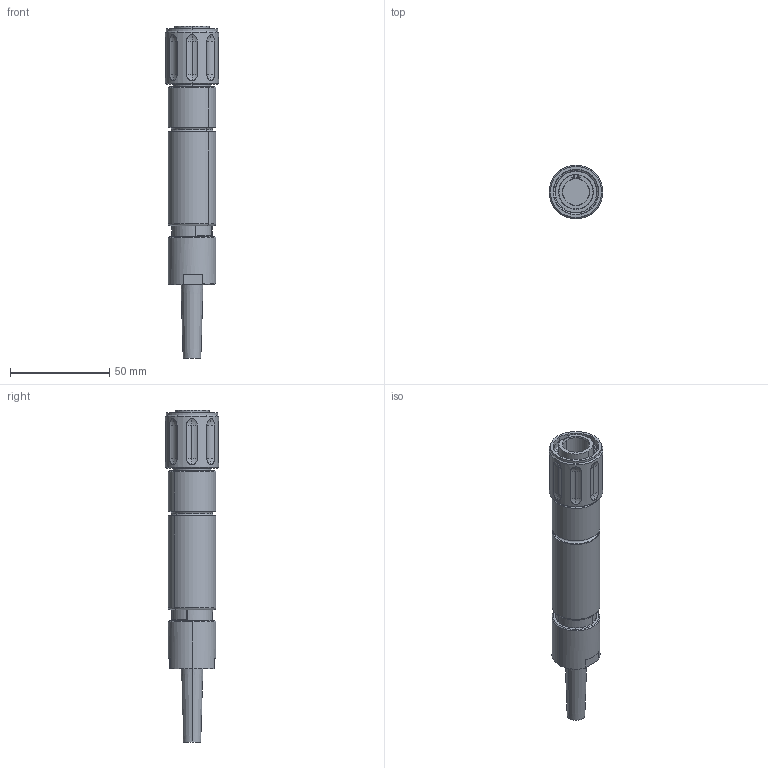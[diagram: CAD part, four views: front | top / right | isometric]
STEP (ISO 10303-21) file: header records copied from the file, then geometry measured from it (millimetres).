
FILE_DESCRIPTION (( 'STEP AP203' ), '1' );
FILE_NAME ('Size 13 Threaded Body.STEP', '2019-03-28T17:23:35', ( '' ), ( '' ), 'SwSTEP 2.0', 'SolidWorks 2019', '' );
FILE_SCHEMA (( 'CONFIG_CONTROL_DESIGN' ));
Length unit declared in the file: inch
Products named in the file (1): Size 13 Threaded Body
Bounding box: 27 x 27 x 166.89 mm (x, y, z)
Volume: 59602 mm3; surface area: 15190.4 mm2
Topology: 1 solids, 1 shells, 150 faces, 350 edges, 220 vertices
Faces by surface type: cylinder 56, sphere 32, plane 30, cone 20, torus 8, bspline 4
Entity records: 5702 total; most frequent: CARTESIAN_POINT 2202, DIRECTION 748, ORIENTED_EDGE 700, EDGE_CURVE 350, AXIS2_PLACEMENT_3D 313, VERTEX_POINT 220, EDGE_LOOP 168, CIRCLE 166
